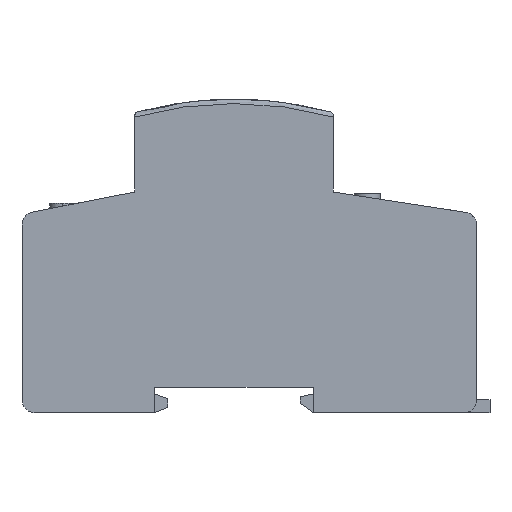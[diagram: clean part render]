
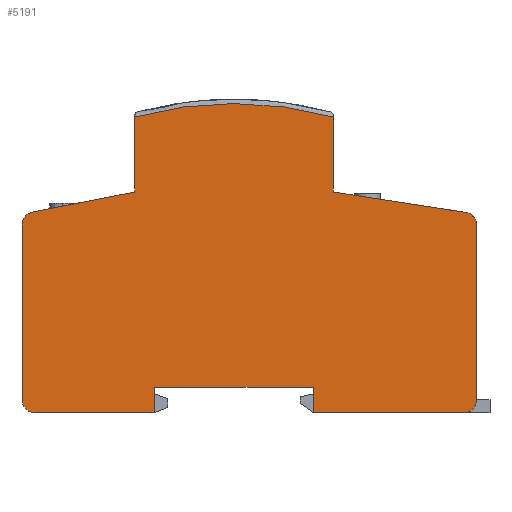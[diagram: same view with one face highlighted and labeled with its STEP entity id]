
A CAD part, left-side view. The second image highlights one B-rep face of the part: STEP entity #5191.
In plain terms, the highlighted planar face has unit normal (-1, 0, 0).
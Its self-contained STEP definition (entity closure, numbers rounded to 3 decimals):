
#122 = CARTESIAN_POINT ( 'NONE',  ( -62.5, -25.5, 50. ) ) ;
#149 = DIRECTION ( 'NONE',  ( 0., 0., -1. ) ) ;
#207 = DIRECTION ( 'NONE',  ( -1., 0., 0. ) ) ;
#234 = EDGE_LOOP ( 'NONE', ( #10484, #4414, #2445, #6806, #495, #773, #2964, #7315, #9409, #1013, #5421, #9655, #1268, #9905, #3757, #5933 ) ) ;
#245 = CARTESIAN_POINT ( 'NONE',  ( -62.5, 0., 42.531 ) ) ;
#275 = CARTESIAN_POINT ( 'NONE',  ( -62.5, -30., 0. ) ) ;
#495 = ORIENTED_EDGE ( 'NONE', *, *, #919, .F. ) ;
#643 = EDGE_CURVE ( 'NONE', #7166, #1401, #4098, .T. ) ;
#702 = CARTESIAN_POINT ( 'NONE',  ( -62.5, -25.5, 66.963 ) ) ;
#756 = CARTESIAN_POINT ( 'NONE',  ( -62.5, -103., 0. ) ) ;
#759 = CIRCLE ( 'NONE', #6588, 3. ) ;
#773 = ORIENTED_EDGE ( 'NONE', *, *, #6574, .F. ) ;
#919 = EDGE_CURVE ( 'NONE', #2780, #6048, #9349, .T. ) ;
#934 = CARTESIAN_POINT ( 'NONE',  ( -62.5, -103., 3. ) ) ;
#1013 = ORIENTED_EDGE ( 'NONE', *, *, #2530, .T. ) ;
#1160 = CARTESIAN_POINT ( 'NONE',  ( -62.5, -66., 0. ) ) ;
#1268 = ORIENTED_EDGE ( 'NONE', *, *, #2622, .T. ) ;
#1365 = VERTEX_POINT ( 'NONE', #7759 ) ;
#1401 = VERTEX_POINT ( 'NONE', #6813 ) ;
#1634 = AXIS2_PLACEMENT_3D ( 'NONE', #8529, #3685, #9308 ) ;
#1661 = DIRECTION ( 'NONE',  ( 1., 0., 0. ) ) ;
#1706 = CARTESIAN_POINT ( 'NONE',  ( -62.5, -66., 5.8 ) ) ;
#1863 = LINE ( 'NONE', #3124, #8374 ) ;
#1878 = VECTOR ( 'NONE', #9574, 1000. ) ;
#1905 = CARTESIAN_POINT ( 'NONE',  ( -62.5, -103., 42.426 ) ) ;
#1950 = DIRECTION ( 'NONE',  ( 0., 0., -1. ) ) ;
#1957 = EDGE_CURVE ( 'NONE', #4485, #3294, #6049, .T. ) ;
#2137 = CARTESIAN_POINT ( 'NONE',  ( -62.5, -3., 42.531 ) ) ;
#2207 = VERTEX_POINT ( 'NONE', #122 ) ;
#2258 = EDGE_CURVE ( 'NONE', #2207, #7743, #7801, .T. ) ;
#2355 = EDGE_CURVE ( 'NONE', #1365, #1401, #759, .T. ) ;
#2357 = CARTESIAN_POINT ( 'NONE',  ( -62.5, -100.456, 45.391 ) ) ;
#2383 = EDGE_CURVE ( 'NONE', #9287, #9201, #2690, .T. ) ;
#2445 = ORIENTED_EDGE ( 'NONE', *, *, #643, .F. ) ;
#2461 = PLANE ( 'NONE',  #8660 ) ;
#2464 = EDGE_CURVE ( 'NONE', #9654, #9201, #4398, .T. ) ;
#2491 = CARTESIAN_POINT ( 'NONE',  ( -62.5, -100., 0. ) ) ;
#2530 = EDGE_CURVE ( 'NONE', #9287, #2740, #6037, .T. ) ;
#2609 = VERTEX_POINT ( 'NONE', #1160 ) ;
#2622 = EDGE_CURVE ( 'NONE', #4485, #7743, #7314, .T. ) ;
#2669 = EDGE_CURVE ( 'NONE', #9810, #8743, #5177, .T. ) ;
#2690 = LINE ( 'NONE', #756, #6791 ) ;
#2740 = VERTEX_POINT ( 'NONE', #2357 ) ;
#2780 = VERTEX_POINT ( 'NONE', #1706 ) ;
#2964 = ORIENTED_EDGE ( 'NONE', *, *, #7399, .F. ) ;
#2983 = DIRECTION ( 'NONE',  ( 0., 0., -1. ) ) ;
#3100 = EDGE_CURVE ( 'NONE', #3294, #2740, #9163, .T. ) ;
#3124 = CARTESIAN_POINT ( 'NONE',  ( -62.5, 0., 0. ) ) ;
#3214 = DIRECTION ( 'NONE',  ( -1., 0., 0. ) ) ;
#3294 = VERTEX_POINT ( 'NONE', #10150 ) ;
#3436 = DIRECTION ( 'NONE',  ( -1., 0., 0. ) ) ;
#3438 = CARTESIAN_POINT ( 'NONE',  ( -62.5, -2.423, 45.475 ) ) ;
#3447 = CARTESIAN_POINT ( 'NONE',  ( -62.5, -70.5, 50. ) ) ;
#3685 = DIRECTION ( 'NONE',  ( -1., 0., 0. ) ) ;
#3757 = ORIENTED_EDGE ( 'NONE', *, *, #4766, .F. ) ;
#3925 = VECTOR ( 'NONE', #4387, 1000. ) ;
#4003 = DIRECTION ( 'NONE',  ( 0., 1., 0. ) ) ;
#4067 = LINE ( 'NONE', #9548, #8355 ) ;
#4098 = LINE ( 'NONE', #6055, #9958 ) ;
#4109 = LINE ( 'NONE', #6383, #1878 ) ;
#4296 = LINE ( 'NONE', #275, #10380 ) ;
#4387 = DIRECTION ( 'NONE',  ( 0., 1., 0. ) ) ;
#4398 = CIRCLE ( 'NONE', #6391, 3. ) ;
#4414 = ORIENTED_EDGE ( 'NONE', *, *, #2355, .T. ) ;
#4447 = CARTESIAN_POINT ( 'NONE',  ( -62.5, -30., 5.8 ) ) ;
#4485 = VERTEX_POINT ( 'NONE', #5976 ) ;
#4766 = EDGE_CURVE ( 'NONE', #9810, #2207, #4109, .T. ) ;
#4780 = DIRECTION ( 'NONE',  ( 0., 0., 1. ) ) ;
#5177 = CIRCLE ( 'NONE', #8259, 3. ) ;
#5191 = ADVANCED_FACE ( 'NONE', ( #9350 ), #2461, .F. ) ;
#5207 = CARTESIAN_POINT ( 'NONE',  ( -62.5, -100., 42.426 ) ) ;
#5304 = EDGE_CURVE ( 'NONE', #1365, #8743, #1863, .T. ) ;
#5421 = ORIENTED_EDGE ( 'NONE', *, *, #3100, .F. ) ;
#5561 = CARTESIAN_POINT ( 'NONE',  ( -62.5, -103., 45. ) ) ;
#5788 = CARTESIAN_POINT ( 'NONE',  ( -62.5, -48., -13.968 ) ) ;
#5933 = ORIENTED_EDGE ( 'NONE', *, *, #2669, .T. ) ;
#5954 = DIRECTION ( 'NONE',  ( 0., 1., 0. ) ) ;
#5976 = CARTESIAN_POINT ( 'NONE',  ( -62.5, -70.5, 66.963 ) ) ;
#6012 = DIRECTION ( 'NONE',  ( 0., 0., -1. ) ) ;
#6037 = CIRCLE ( 'NONE', #7011, 3. ) ;
#6048 = VERTEX_POINT ( 'NONE', #9735 ) ;
#6049 = LINE ( 'NONE', #3447, #10000 ) ;
#6055 = CARTESIAN_POINT ( 'NONE',  ( -62.5, 0., 0. ) ) ;
#6087 = LINE ( 'NONE', #7579, #3925 ) ;
#6383 = CARTESIAN_POINT ( 'NONE',  ( -62.5, 0., 45. ) ) ;
#6391 = AXIS2_PLACEMENT_3D ( 'NONE', #8279, #3436, #9083 ) ;
#6574 = EDGE_CURVE ( 'NONE', #2609, #2780, #4067, .T. ) ;
#6588 = AXIS2_PLACEMENT_3D ( 'NONE', #8081, #3214, #8882 ) ;
#6791 = VECTOR ( 'NONE', #9692, 1000. ) ;
#6806 = ORIENTED_EDGE ( 'NONE', *, *, #8814, .F. ) ;
#6813 = CARTESIAN_POINT ( 'NONE',  ( -62.5, -3., 0. ) ) ;
#7011 = AXIS2_PLACEMENT_3D ( 'NONE', #5207, #207, #6012 ) ;
#7053 = VECTOR ( 'NONE', #7180, 1000. ) ;
#7166 = VERTEX_POINT ( 'NONE', #9018 ) ;
#7180 = DIRECTION ( 'NONE',  ( 0., -0.988, -0.152 ) ) ;
#7248 = VECTOR ( 'NONE', #4003, 1000. ) ;
#7314 = CIRCLE ( 'NONE', #1634, 84. ) ;
#7315 = ORIENTED_EDGE ( 'NONE', *, *, #2464, .T. ) ;
#7397 = DIRECTION ( 'NONE',  ( 0., 0., -1. ) ) ;
#7399 = EDGE_CURVE ( 'NONE', #9654, #2609, #6087, .T. ) ;
#7579 = CARTESIAN_POINT ( 'NONE',  ( -62.5, -66., 0. ) ) ;
#7743 = VERTEX_POINT ( 'NONE', #702 ) ;
#7759 = CARTESIAN_POINT ( 'NONE',  ( -62.5, 0., 3. ) ) ;
#7801 = LINE ( 'NONE', #8372, #8042 ) ;
#7868 = DIRECTION ( 'NONE',  ( -1., 0., 0. ) ) ;
#8042 = VECTOR ( 'NONE', #9255, 1000. ) ;
#8081 = CARTESIAN_POINT ( 'NONE',  ( -62.5, -3., 3. ) ) ;
#8259 = AXIS2_PLACEMENT_3D ( 'NONE', #2137, #7868, #2983 ) ;
#8279 = CARTESIAN_POINT ( 'NONE',  ( -62.5, -100., 3. ) ) ;
#8355 = VECTOR ( 'NONE', #4780, 1000. ) ;
#8372 = CARTESIAN_POINT ( 'NONE',  ( -62.5, -25.5, 68. ) ) ;
#8374 = VECTOR ( 'NONE', #8798, 1000. ) ;
#8529 = CARTESIAN_POINT ( 'NONE',  ( -62.5, -48., -13.968 ) ) ;
#8660 = AXIS2_PLACEMENT_3D ( 'NONE', #5788, #1661, #7397 ) ;
#8743 = VERTEX_POINT ( 'NONE', #245 ) ;
#8798 = DIRECTION ( 'NONE',  ( 0., 0., 1. ) ) ;
#8814 = EDGE_CURVE ( 'NONE', #6048, #7166, #4296, .T. ) ;
#8882 = DIRECTION ( 'NONE',  ( 0., 0., -1. ) ) ;
#9018 = CARTESIAN_POINT ( 'NONE',  ( -62.5, -30., 0. ) ) ;
#9083 = DIRECTION ( 'NONE',  ( 0., 0., -1. ) ) ;
#9163 = LINE ( 'NONE', #5561, #7053 ) ;
#9201 = VERTEX_POINT ( 'NONE', #934 ) ;
#9255 = DIRECTION ( 'NONE',  ( 0., 0., 1. ) ) ;
#9287 = VERTEX_POINT ( 'NONE', #1905 ) ;
#9308 = DIRECTION ( 'NONE',  ( 0., 0., -1. ) ) ;
#9349 = LINE ( 'NONE', #4447, #7248 ) ;
#9350 = FACE_OUTER_BOUND ( 'NONE', #234, .T. ) ;
#9409 = ORIENTED_EDGE ( 'NONE', *, *, #2383, .F. ) ;
#9548 = CARTESIAN_POINT ( 'NONE',  ( -62.5, -66., 5.8 ) ) ;
#9574 = DIRECTION ( 'NONE',  ( 0., -0.981, 0.192 ) ) ;
#9654 = VERTEX_POINT ( 'NONE', #2491 ) ;
#9655 = ORIENTED_EDGE ( 'NONE', *, *, #1957, .F. ) ;
#9692 = DIRECTION ( 'NONE',  ( 0., 0., -1. ) ) ;
#9735 = CARTESIAN_POINT ( 'NONE',  ( -62.5, -30., 5.8 ) ) ;
#9810 = VERTEX_POINT ( 'NONE', #3438 ) ;
#9905 = ORIENTED_EDGE ( 'NONE', *, *, #2258, .F. ) ;
#9958 = VECTOR ( 'NONE', #5954, 1000. ) ;
#10000 = VECTOR ( 'NONE', #149, 1000. ) ;
#10150 = CARTESIAN_POINT ( 'NONE',  ( -62.5, -70.5, 50. ) ) ;
#10380 = VECTOR ( 'NONE', #1950, 1000. ) ;
#10484 = ORIENTED_EDGE ( 'NONE', *, *, #5304, .F. ) ;
